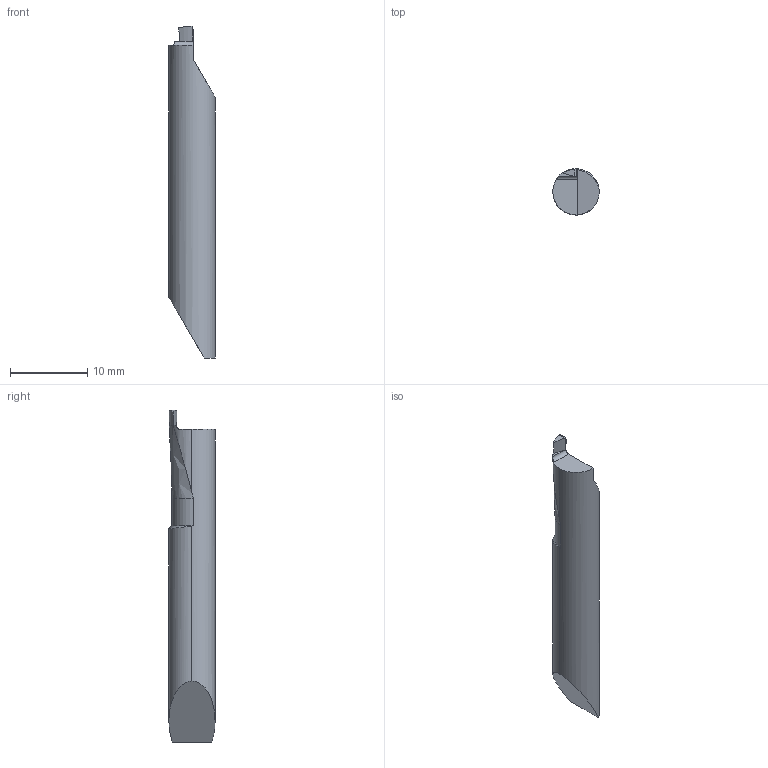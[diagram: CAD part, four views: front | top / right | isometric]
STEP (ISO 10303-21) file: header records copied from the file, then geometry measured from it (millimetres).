
FILE_DESCRIPTION (( 'STEP AP203' ), '1' );
FILE_NAME ('NCFE6R-62.15-10x20 [NCFE06R6215010T].STEP', '2023-06-02T10:24:15', ( '' ), ( '' ), 'SwSTEP 2.0', 'SolidWorks 2018', '' );
FILE_SCHEMA (( 'CONFIG_CONTROL_DESIGN' ));
Length unit declared in the file: millimetre
Products named in the file (1): NCFE6R-62.15-10x20 [NCFE06R6215010T]
Bounding box: 6 x 6 x 43 mm (x, y, z)
Volume: 996.2 mm3; surface area: 766.5 mm2
Topology: 1 solids, 1 shells, 22 faces, 60 edges, 40 vertices
Faces by surface type: cylinder 8, plane 8, bspline 4, cone 2
Entity records: 894 total; most frequent: CARTESIAN_POINT 332, ORIENTED_EDGE 120, DIRECTION 78, EDGE_CURVE 60, VERTEX_POINT 40, AXIS2_PLACEMENT_3D 30, EDGE_LOOP 22, FACE_OUTER_BOUND 22
